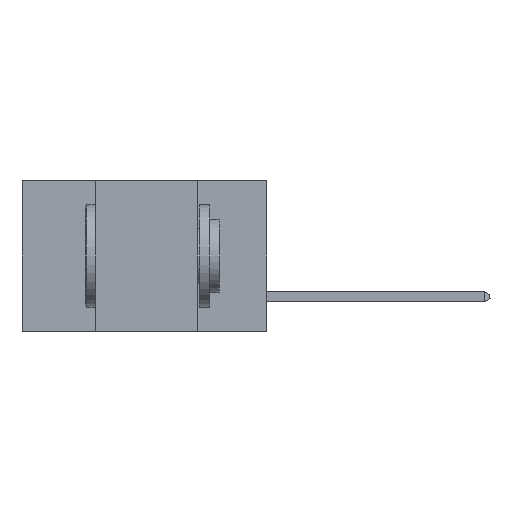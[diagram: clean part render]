
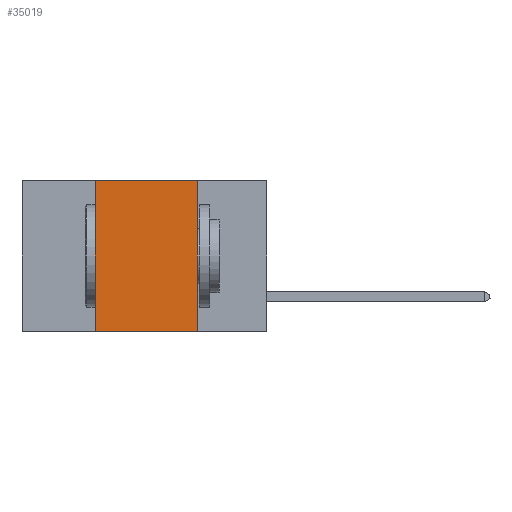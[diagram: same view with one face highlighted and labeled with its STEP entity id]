
A CAD part, left-side view. The second image highlights one B-rep face of the part: STEP entity #35019.
In plain terms, the highlighted planar face has unit normal (-1, 0, 0).
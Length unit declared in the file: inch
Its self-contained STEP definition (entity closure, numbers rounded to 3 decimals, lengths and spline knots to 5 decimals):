
#1793 = LINE ( 'NONE', #25066, #23516 ) ;
#2837 = VECTOR ( 'NONE', #38538, 39.37008 ) ;
#3393 = EDGE_CURVE ( 'NONE', #39173, #45114, #12092, .T. ) ;
#5544 = DIRECTION ( 'NONE',  ( 0., 0., -1. ) ) ;
#6677 = EDGE_LOOP ( 'NONE', ( #31935, #20436, #44355, #16776 ) ) ;
#7428 = DIRECTION ( 'NONE',  ( 0., -1., 0. ) ) ;
#12092 = LINE ( 'NONE', #28358, #18144 ) ;
#13575 = EDGE_CURVE ( 'NONE', #25940, #23897, #44296, .T. ) ;
#14530 = LINE ( 'NONE', #30406, #32514 ) ;
#15538 = CARTESIAN_POINT ( 'NONE',  ( 0., 0.42, 0. ) ) ;
#16776 = ORIENTED_EDGE ( 'NONE', *, *, #26767, .T. ) ;
#18144 = VECTOR ( 'NONE', #39934, 39.37008 ) ;
#20436 = ORIENTED_EDGE ( 'NONE', *, *, #38124, .F. ) ;
#21226 = AXIS2_PLACEMENT_3D ( 'NONE', #24568, #43305, #5544 ) ;
#21639 = CARTESIAN_POINT ( 'NONE',  ( 0., 0.17, 0. ) ) ;
#22675 = CARTESIAN_POINT ( 'NONE',  ( 0., 0.42, -0.37 ) ) ;
#23516 = VECTOR ( 'NONE', #48068, 39.37008 ) ;
#23897 = VERTEX_POINT ( 'NONE', #42327 ) ;
#24568 = CARTESIAN_POINT ( 'NONE',  ( 0., 0.6, 0. ) ) ;
#25066 = CARTESIAN_POINT ( 'NONE',  ( 0., 0.6, -0.37 ) ) ;
#25940 = VERTEX_POINT ( 'NONE', #22675 ) ;
#26767 = EDGE_CURVE ( 'NONE', #25940, #45114, #1793, .T. ) ;
#28204 = PLANE ( 'NONE',  #21226 ) ;
#28358 = CARTESIAN_POINT ( 'NONE',  ( 0., 0.17, 0. ) ) ;
#30292 = CARTESIAN_POINT ( 'NONE',  ( 0., 0.17, -0.37 ) ) ;
#30406 = CARTESIAN_POINT ( 'NONE',  ( 0., 0.6, 0. ) ) ;
#31935 = ORIENTED_EDGE ( 'NONE', *, *, #3393, .F. ) ;
#32514 = VECTOR ( 'NONE', #7428, 39.37008 ) ;
#35019 = ADVANCED_FACE ( 'NONE', ( #35296 ), #28204, .F. ) ;
#35296 = FACE_OUTER_BOUND ( 'NONE', #6677, .T. ) ;
#38124 = EDGE_CURVE ( 'NONE', #23897, #39173, #14530, .T. ) ;
#38538 = DIRECTION ( 'NONE',  ( 0., 0., 1. ) ) ;
#39173 = VERTEX_POINT ( 'NONE', #21639 ) ;
#39934 = DIRECTION ( 'NONE',  ( 0., 0., -1. ) ) ;
#42327 = CARTESIAN_POINT ( 'NONE',  ( 0., 0.42, 0. ) ) ;
#43305 = DIRECTION ( 'NONE',  ( 1., 0., 0. ) ) ;
#44296 = LINE ( 'NONE', #15538, #2837 ) ;
#44355 = ORIENTED_EDGE ( 'NONE', *, *, #13575, .F. ) ;
#45114 = VERTEX_POINT ( 'NONE', #30292 ) ;
#48068 = DIRECTION ( 'NONE',  ( 0., -1., 0. ) ) ;
